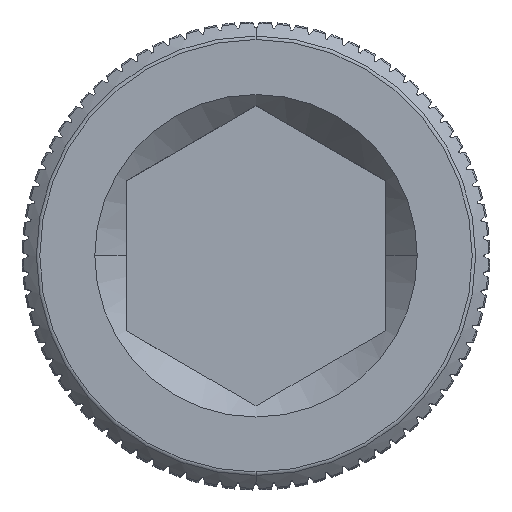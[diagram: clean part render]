
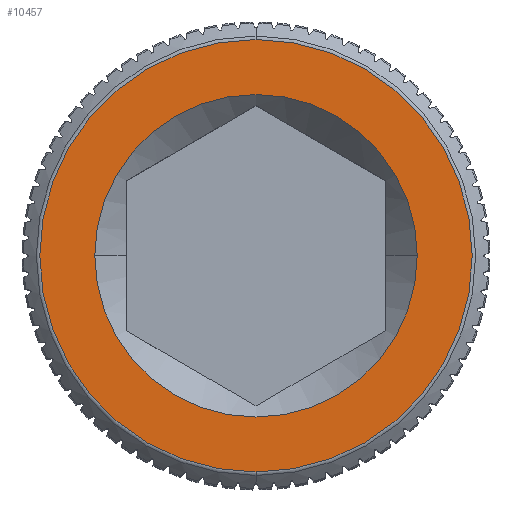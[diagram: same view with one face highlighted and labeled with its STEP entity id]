
A CAD part, top view. The second image highlights one B-rep face of the part: STEP entity #10457.
In plain terms, the highlighted planar face has unit normal (0, 0, 1).
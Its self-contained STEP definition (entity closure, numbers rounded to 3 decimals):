
#231 = EDGE_LOOP ( 'NONE', ( #3069, #12999 ) ) ;
#753 = CIRCLE ( 'NONE', #16668, 6.207 ) ;
#1129 = PLANE ( 'NONE',  #5807 ) ;
#1651 = FACE_BOUND ( 'NONE', #231, .T. ) ;
#1809 = EDGE_CURVE ( 'NONE', #19153, #11821, #6240, .T. ) ;
#2065 = CARTESIAN_POINT ( 'NONE',  ( 0., 0., 26. ) ) ;
#3069 = ORIENTED_EDGE ( 'NONE', *, *, #1809, .F. ) ;
#3788 = ORIENTED_EDGE ( 'NONE', *, *, #14654, .F. ) ;
#4329 = VERTEX_POINT ( 'NONE', #10189 ) ;
#4359 = DIRECTION ( 'NONE',  ( 1., 0., 0. ) ) ;
#4398 = DIRECTION ( 'NONE',  ( 0., 0., 1. ) ) ;
#4482 = CARTESIAN_POINT ( 'NONE',  ( 0., 0., 26. ) ) ;
#4523 = EDGE_CURVE ( 'NONE', #11821, #19153, #753, .T. ) ;
#4572 = CARTESIAN_POINT ( 'NONE',  ( 0., 0., 26. ) ) ;
#5807 = AXIS2_PLACEMENT_3D ( 'NONE', #4482, #16270, #6174 ) ;
#5855 = CARTESIAN_POINT ( 'NONE',  ( 0., -8.322, 26. ) ) ;
#6042 = CIRCLE ( 'NONE', #7662, 8.322 ) ;
#6165 = DIRECTION ( 'NONE',  ( 1., 0., 0. ) ) ;
#6174 = DIRECTION ( 'NONE',  ( 0., -1., 0. ) ) ;
#6240 = CIRCLE ( 'NONE', #7466, 6.207 ) ;
#6572 = EDGE_LOOP ( 'NONE', ( #3788, #21751 ) ) ;
#7264 = DIRECTION ( 'NONE',  ( 0., 1., 0. ) ) ;
#7466 = AXIS2_PLACEMENT_3D ( 'NONE', #16360, #19583, #4359 ) ;
#7662 = AXIS2_PLACEMENT_3D ( 'NONE', #2065, #10319, #7264 ) ;
#9215 = AXIS2_PLACEMENT_3D ( 'NONE', #4572, #18050, #16431 ) ;
#10189 = CARTESIAN_POINT ( 'NONE',  ( 0., 8.322, 26. ) ) ;
#10319 = DIRECTION ( 'NONE',  ( 0., 0., -1. ) ) ;
#10457 = ADVANCED_FACE ( 'NONE', ( #1651, #20831 ), #1129, .T. ) ;
#11821 = VERTEX_POINT ( 'NONE', #12498 ) ;
#12233 = CARTESIAN_POINT ( 'NONE',  ( 6.207, 0., 26. ) ) ;
#12498 = CARTESIAN_POINT ( 'NONE',  ( -6.207, 0., 26. ) ) ;
#12999 = ORIENTED_EDGE ( 'NONE', *, *, #4523, .F. ) ;
#14334 = CIRCLE ( 'NONE', #9215, 8.322 ) ;
#14547 = CARTESIAN_POINT ( 'NONE',  ( 0., 0., 26. ) ) ;
#14654 = EDGE_CURVE ( 'NONE', #4329, #21137, #6042, .T. ) ;
#16270 = DIRECTION ( 'NONE',  ( 0., 0., 1. ) ) ;
#16360 = CARTESIAN_POINT ( 'NONE',  ( 0., 0., 26. ) ) ;
#16431 = DIRECTION ( 'NONE',  ( 0., 1., 0. ) ) ;
#16668 = AXIS2_PLACEMENT_3D ( 'NONE', #14547, #4398, #6165 ) ;
#18050 = DIRECTION ( 'NONE',  ( 0., 0., -1. ) ) ;
#19153 = VERTEX_POINT ( 'NONE', #12233 ) ;
#19357 = EDGE_CURVE ( 'NONE', #21137, #4329, #14334, .T. ) ;
#19583 = DIRECTION ( 'NONE',  ( 0., 0., 1. ) ) ;
#20831 = FACE_OUTER_BOUND ( 'NONE', #6572, .T. ) ;
#21137 = VERTEX_POINT ( 'NONE', #5855 ) ;
#21751 = ORIENTED_EDGE ( 'NONE', *, *, #19357, .F. ) ;
